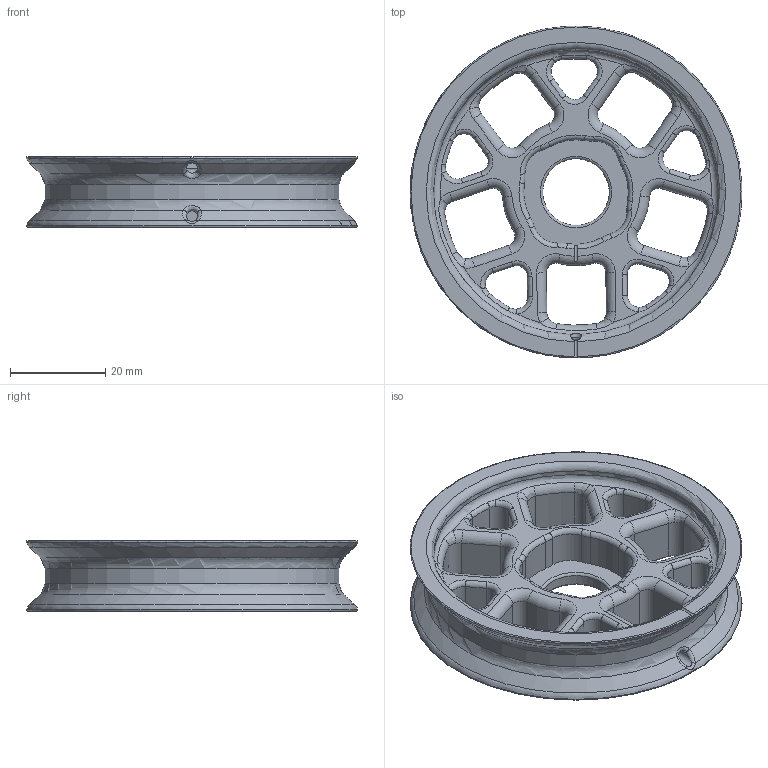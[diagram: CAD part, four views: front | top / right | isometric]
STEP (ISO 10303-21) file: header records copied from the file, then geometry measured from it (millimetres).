
FILE_DESCRIPTION(/* description */ (''),/* implementation_level */ '2;1');
FILE_NAME(/* name */ '[a]_buffer-wheel_xN (two holes).step',/* time_stamp */ '2023-08-09T13:16:38-04:00',/* author */ (''),/* organization */ (''),/* preprocessor_version */ 'ST-DEVELOPER v20',/* originating_system */ 'Autodesk Translation Framework v12.9.0.99',/* authorisation */ '');
FILE_SCHEMA (('AUTOMOTIVE_DESIGN { 1 0 10303 214 3 1 1 }'));
Length unit declared in the file: millimetre
Products named in the file (1): Carrot_Patch_Wheel
Bounding box: 69.82 x 69.83 x 14.8 mm (x, y, z)
Volume: 22067.6 mm3; surface area: 13713.6 mm2
Topology: 1 solids, 1 shells, 295 faces, 732 edges, 426 vertices
Faces by surface type: cylinder 95, torus 75, cone 53, plane 44, bspline 28
Full cylindrical faces by diameter (mm): 2.3 x2, 14 x1, 62.027 x1
Entity records: 9829 total; most frequent: CARTESIAN_POINT 2695, DIRECTION 1604, ORIENTED_EDGE 1464, EDGE_CURVE 732, AXIS2_PLACEMENT_3D 678, VERTEX_POINT 426, CIRCLE 407, EDGE_LOOP 308
